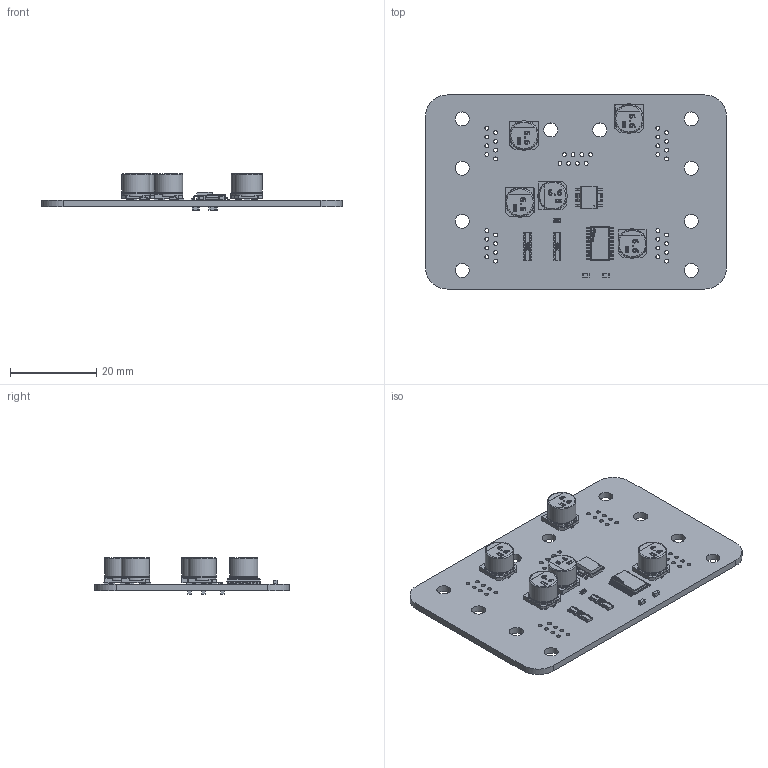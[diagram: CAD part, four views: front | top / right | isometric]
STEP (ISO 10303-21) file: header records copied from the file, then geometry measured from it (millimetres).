
FILE_DESCRIPTION(('Open CASCADE Model'),'2;1');
FILE_NAME('Open CASCADE Shape Model','2025-02-11T09:09:53',('Author'),( 'Open CASCADE'),'Open CASCADE STEP processor 7.5','Open CASCADE 7.5' ,'Unknown');
FILE_SCHEMA(('AUTOMOTIVE_DESIGN { 1 0 10303 214 1 1 1 1 }'));
Length unit declared in the file: millimetre
Products named in the file (28): PCB; Board; Open CASCADE STEP translator 7.5 1.1.1; C10; 0603 cap; C9; R3; 0603 resistor; U2; 6656589088; C8; CAP ALSMD - 6.6 x 6.6 x 6.1; R2; RESNET - 2506 Concave; R1; C7; C4; C3; C2; C1; C5; C6; U1; IC_Texas_Instruments_TCA9548APWR_eec; BODY-TSSOP; LEAD-TSSOP; Texas Logo Yury; Texas Logo Yury - 1
Assembly tree (59 placements, depth 4):
  PCB
    Board
      Open CASCADE STEP translator 7.5 1.1.1
    C10
      0603 cap
    C9
      0603 cap
    R3
      0603 resistor
    U2
      6656589088
    C8
      CAP ALSMD - 6.6 x 6.6 x 6.1
    R2
      RESNET - 2506 Concave
    R1
      RESNET - 2506 Concave
    C7
      0603 cap
    C4
      CAP ALSMD - 6.6 x 6.6 x 6.1
    C3
      CAP ALSMD - 6.6 x 6.6 x 6.1
    C2
      CAP ALSMD - 6.6 x 6.6 x 6.1
    C1
      CAP ALSMD - 6.6 x 6.6 x 6.1
    C5
      0603 cap
    C6
      0603 cap
    U1
      IC_Texas_Instruments_TCA9548APWR_eec
        BODY-TSSOP
        LEAD-TSSOP  x24
        Texas Logo Yury
        Texas Logo Yury - 1
Bounding box: 69.85 x 45.09 x 8.48 mm (x, y, z)
Volume: 5815.9 mm3; surface area: 8179 mm2
Topology: 66 solids, 66 shells, 3412 faces, 9183 edges, 5909 vertices
Faces by surface type: plane 1424, bspline 1148, cylinder 617, torus 135, sphere 88
Full cylindrical faces by diameter (mm): 0.196 x1, 0.8 x20, 0.89 x40, 3.25 x10, 6.05 x5, 6.55 x10
Entity records: 49574 total; most frequent: CARTESIAN_POINT 15042, ORIENTED_EDGE 7428, DIRECTION 5209, EDGE_CURVE 3714, VERTEX_POINT 2451, LINE 2375, VECTOR 2375, FACE_BOUND 1489
